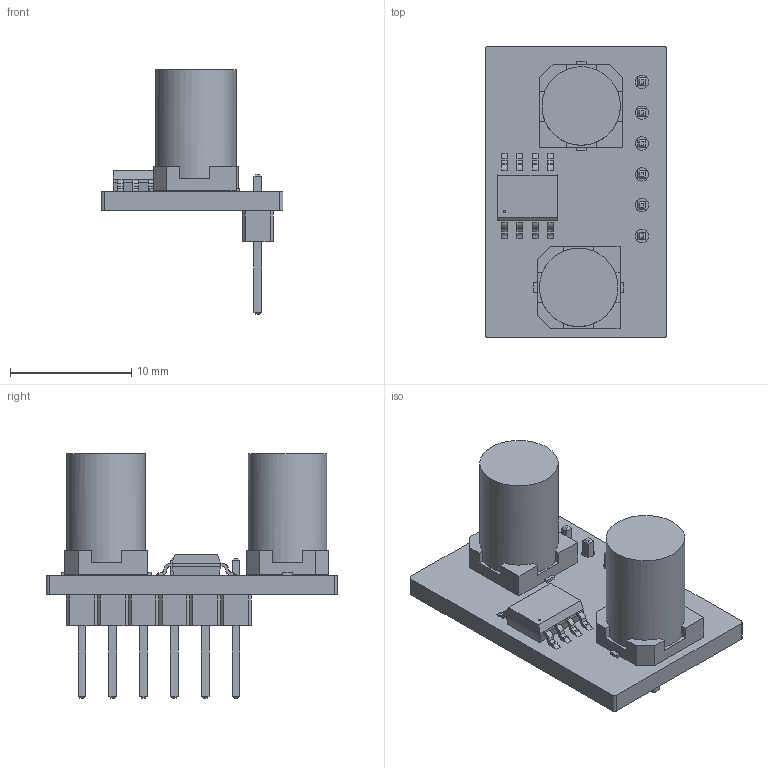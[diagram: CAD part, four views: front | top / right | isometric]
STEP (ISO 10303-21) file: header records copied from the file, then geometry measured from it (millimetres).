
FILE_DESCRIPTION(('STEP AP242'), '1');
FILE_NAME('PCB1', '', ('UNSPECIFIED'), ('UNSPECIFIED'), 'C3D Converter', 'C3D Toolkit', '');
FILE_SCHEMA(('AP242_MANAGED_MODEL_BASED_3D_ENGINEERING_MIM_LF { 1 0 10303 442 1 1 4 }'));
Length unit declared in the file: millimetre
Products named in the file (11): Open CASCADE STEP translator 7.5 3; Open CASCADE STEP translator 7.5 4; Open CASCADE STEP translator 7.5 5; Open CASCADE STEP translator 7.5 6; Open CASCADE STEP translator 7.5 7; Open CASCADE STEP translator 7.5 8; Open CASCADE STEP translator 7.5 9; Open CASCADE STEP translator 7.5 10; Open CASCADE STEP translator 7.5 11; Open CASCADE STEP translator 7.5 12
Assembly tree (10 placements, depth 2):
  (unnamed)
    Open CASCADE STEP translator 7.5 3
    Open CASCADE STEP translator 7.5 4
    Open CASCADE STEP translator 7.5 5
    Open CASCADE STEP translator 7.5 6
    Open CASCADE STEP translator 7.5 7
    Open CASCADE STEP translator 7.5 8
    Open CASCADE STEP translator 7.5 9
    Open CASCADE STEP translator 7.5 10
    Open CASCADE STEP translator 7.5 11
    Open CASCADE STEP translator 7.5 12
Bounding box: 15 x 24 x 20.19 mm (x, y, z)
Volume: 1418.2 mm3; surface area: 2122.3 mm2
Topology: 34 solids, 34 shells, 448 faces, 1035 edges, 667 vertices
Faces by surface type: plane 386, cylinder 54, extrusion 8
Full cylindrical faces by diameter (mm): 1.1 x6, 6.462 x2
Entity records: 19356 total; most frequent: CARTESIAN_POINT 5067, ORIENTED_EDGE 2054, DIRECTION 1852, EDGE_CURVE 1027, VECTOR 912, LINE 904, VERTEX_POINT 667, COLOUR_RGB 480
